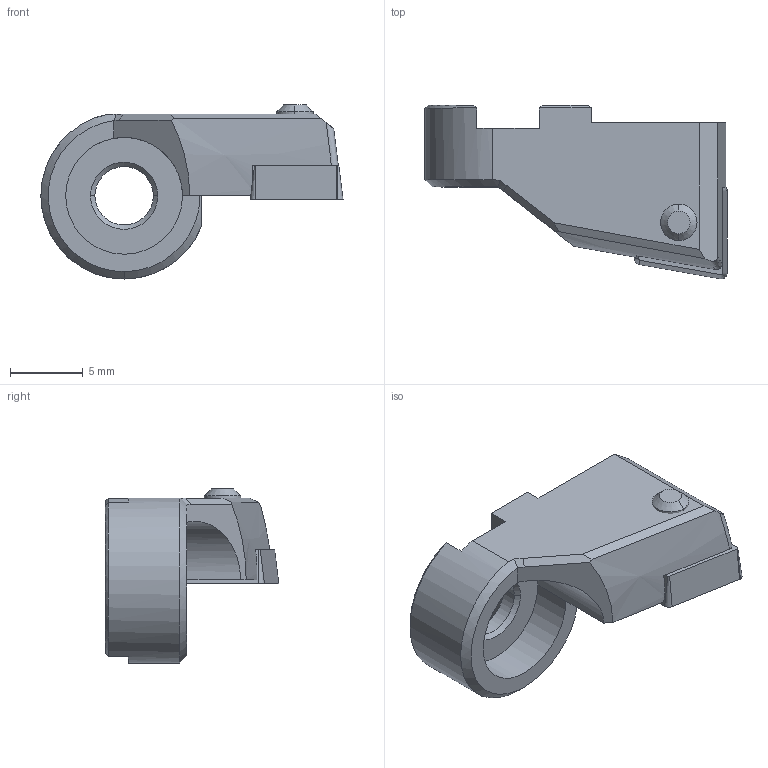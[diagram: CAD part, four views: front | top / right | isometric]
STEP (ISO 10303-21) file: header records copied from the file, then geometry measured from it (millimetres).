
FILE_DESCRIPTION(('no description'),'unknown implementation level');
FILE_NAME('0422E28B-B8E0-4E9B-8084-CB6A2C1281C6_export.stp',' ',('CIMSOURCE GmbH'),('CADClick - KiM GmbH - www.kimweb.de'),'unknown preprocess','ACIS','unknown authorization');
FILE_SCHEMA(('automotive_design'));
Length unit declared in the file: millimetre
Products named in the file (3): 626.332 Kaiser ENH 32 CC06 41-51|694.122 Kaiser ETL M2.5x6.5 T7 IP 10S_Standard;NONE; 626.332 Kaiser ENH 32 CC06 41-51|654.852 Kaiser CCMT 060204 K20C_Standard;NONE; 626.332 Kaiser ENH 32 CC06 41-51|626.332 Kaiser ENH 32 CC06 41-51_Standard;NONE
Bounding box: 20.7 x 11.9 x 11.92 mm (x, y, z)
Volume: 883.8 mm3; surface area: 1046.4 mm2
Topology: 3 solids, 3 shells, 108 faces, 270 edges, 169 vertices
Faces by surface type: plane 38, cylinder 34, cone 27, torus 6, bspline 3
Entity records: 6995 total; most frequent: CARTESIAN_POINT 1208, DIRECTION 596, STYLED_ITEM 550, PRESENTATION_STYLE_ASSIGNMENT 550, COLOUR_RGB 550, ORIENTED_EDGE 540, EDGE_CURVE 270, CURVE_STYLE 270
